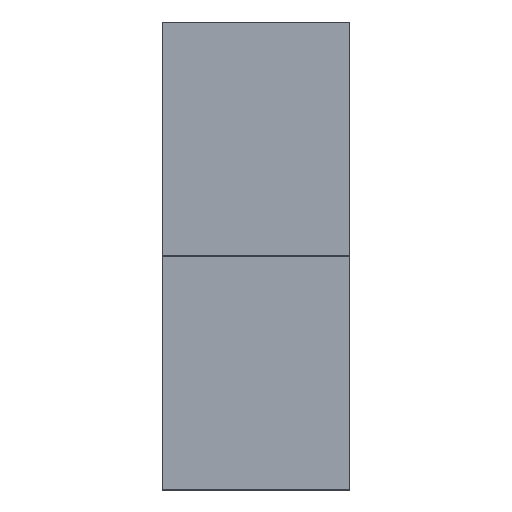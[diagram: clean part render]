
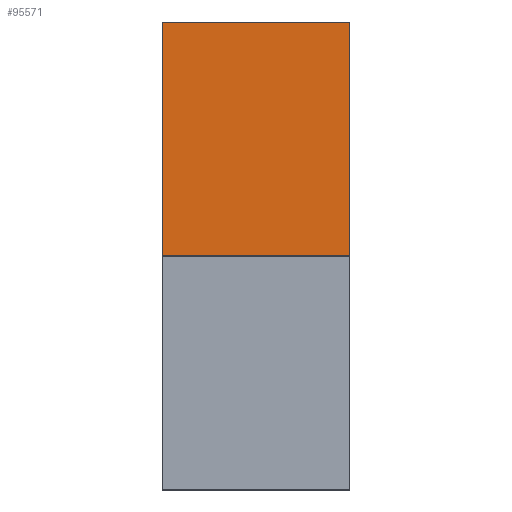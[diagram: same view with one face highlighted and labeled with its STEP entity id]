
A CAD part, top view. The second image highlights one B-rep face of the part: STEP entity #95571.
In plain terms, the highlighted planar face has unit normal (0, 0, 1).
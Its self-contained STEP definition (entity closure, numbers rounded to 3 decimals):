
#2708=PLANE('',#100939);
#7212=FACE_OUTER_BOUND('',#12395,.T.);
#12395=EDGE_LOOP('',(#62521,#62522,#62523,#62524));
#18003=LINE('',#136334,#26815);
#18007=LINE('',#136343,#26819);
#18008=LINE('',#136344,#26820);
#18009=LINE('',#136345,#26821);
#26815=VECTOR('',#109892,10.);
#26819=VECTOR('',#109898,10.);
#26820=VECTOR('',#109899,10.);
#26821=VECTOR('',#109900,10.);
#39226=VERTEX_POINT('',#136332);
#39227=VERTEX_POINT('',#136333);
#39230=VERTEX_POINT('',#136341);
#39231=VERTEX_POINT('',#136342);
#48386=EDGE_CURVE('',#39226,#39227,#18003,.T.);
#48390=EDGE_CURVE('',#39230,#39231,#18007,.T.);
#48391=EDGE_CURVE('',#39227,#39230,#18008,.T.);
#48392=EDGE_CURVE('',#39231,#39226,#18009,.T.);
#62521=ORIENTED_EDGE('',*,*,#48390,.F.);
#62522=ORIENTED_EDGE('',*,*,#48391,.F.);
#62523=ORIENTED_EDGE('',*,*,#48386,.F.);
#62524=ORIENTED_EDGE('',*,*,#48392,.F.);
#95571=ADVANCED_FACE('',(#7212),#2708,.T.);
#100939=AXIS2_PLACEMENT_3D('',#136340,#109896,#109897);
#109892=DIRECTION('',(-1.,0.,0.));
#109896=DIRECTION('center_axis',(0.,0.,
1.));
#109897=DIRECTION('ref_axis',(0.,-1.,0.));
#109898=DIRECTION('',(1.,0.,0.));
#109899=DIRECTION('',(0.,1.,0.));
#109900=DIRECTION('',(0.,-1.,0.));
#136332=CARTESIAN_POINT('',(265.,2.5,1.1));
#136333=CARTESIAN_POINT('',(-265.,2.5,1.1));
#136334=CARTESIAN_POINT('',(-265.,2.5,1.1));
#136340=CARTESIAN_POINT('Origin',(0.,331.25,
1.1));
#136341=CARTESIAN_POINT('',(-265.,660.,1.1));
#136342=CARTESIAN_POINT('',(265.,660.,1.1));
#136343=CARTESIAN_POINT('',(265.,660.,1.1));
#136344=CARTESIAN_POINT('',(-265.,660.,1.1));
#136345=CARTESIAN_POINT('',(265.,2.5,1.1));
